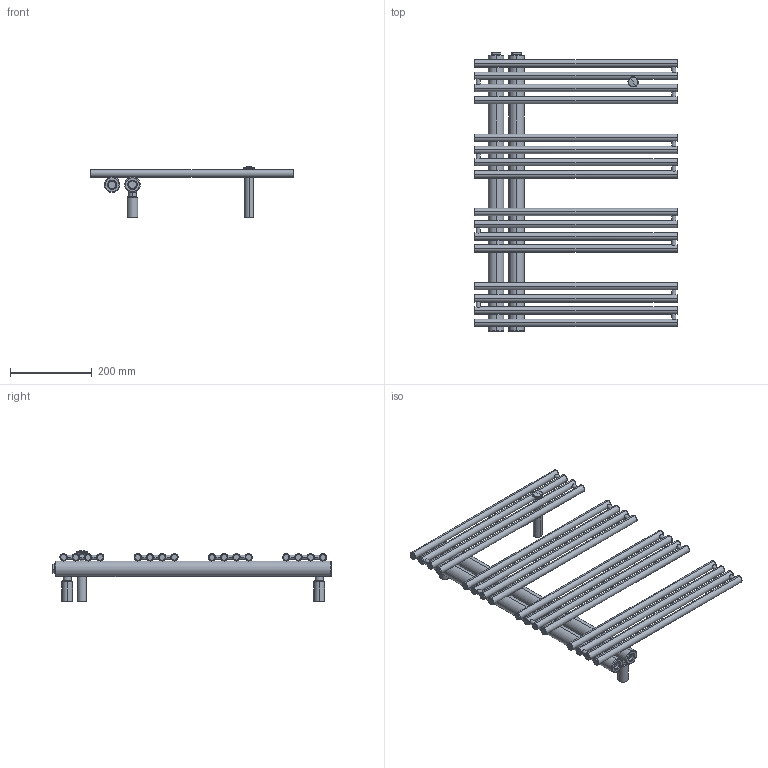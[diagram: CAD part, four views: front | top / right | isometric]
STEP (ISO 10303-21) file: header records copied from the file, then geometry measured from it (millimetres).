
FILE_DESCRIPTION((''),'2;1');
FILE_NAME('3551780400107_3D_SITO_ASM','2022-10-28T11:23:30',('PC132'),(''),'CREO PARAMETRIC BY PTC INC, 2022124','CREO PARAMETRIC BY PTC INC, 2022124','');
FILE_SCHEMA(('AUTOMOTIVE_DESIGN { 1 0 10303 214 1 1 1 1 }'));
Length unit declared in the file: millimetre
Products named in the file (4): 3551780400107_3D_SITO; 1010181240001; BOTTONE_GNT_KELLY; 3551780400107_3D_SITO_ASM
Assembly tree (4 placements, depth 2):
  3551780400107_3D_SITO_ASM
    3551780400107_3D_SITO
    1010181240001  x2
    BOTTONE_GNT_KELLY
Bounding box: 500 x 684 x 124.5 mm (x, y, z)
Volume: 3685144 mm3; surface area: 654883.1 mm2
Topology: 12 solids, 13 shells, 301 faces, 626 edges, 380 vertices
Faces by surface type: cylinder 98, torus 96, plane 85, cone 20, sphere 2
Entity records: 16268 total; most frequent: CARTESIAN_POINT 5681, DIRECTION 1517, ORIENTED_EDGE 1060, AXIS2_PLACEMENT_3D 671, PRESENTATION_STYLE_ASSIGNMENT 590, STYLED_ITEM 586, CURVE_STYLE 575, EDGE_CURVE 532
